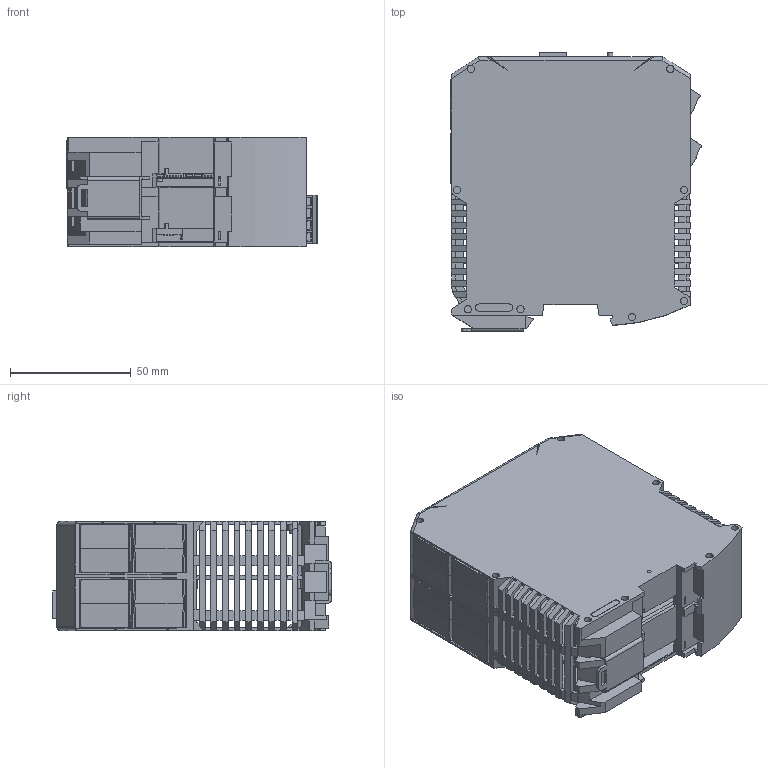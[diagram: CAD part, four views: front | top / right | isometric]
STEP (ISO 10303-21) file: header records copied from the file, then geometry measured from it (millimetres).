
FILE_DESCRIPTION(/* description */ (''),/* implementation_level */ '2;1');
FILE_NAME(/* name */ 'SCU-0-EC.stp',/* time_stamp */ '2021-10-29T08:56:12+02:00',/* author */ ('choi'),/* organization */ (''),/* preprocessor_version */ 'ST-DEVELOPER v15.6',/* originating_system */ 'Autodesk Inventor 2015',/* authorisation */ '');
FILE_SCHEMA (('AUTOMOTIVE_DESIGN { 1 0 10303 214 3 1 1 }'));
Length unit declared in the file: centimetre
Products named in the file (1): SCU-0-EC
Bounding box: 104.24 x 115.4 x 45.2 mm (x, y, z)
Volume: 99426.6 mm3; surface area: 115219.4 mm2
Topology: 2 solids, 6 shells, 5575 faces, 16064 edges, 10344 vertices
Faces by surface type: plane 4662, cylinder 714, bspline 130, cone 59, torus 10
Full cylindrical faces by diameter (mm): 1.27 x2, 1.35 x2, 1.4 x8, 1.6 x1, 2 x2, 2.3 x1, 2.489 x2, 2.8 x16, 3 x16, 3.783 x8, 4 x9, 4.5 x1
Entity records: 190793 total; most frequent: CARTESIAN_POINT 38839, ORIENTED_EDGE 31928, DIRECTION 28144, EDGE_CURVE 15962, LINE 13956, VECTOR 13956, VERTEX_POINT 10328, AXIS2_PLACEMENT_3D 7094
